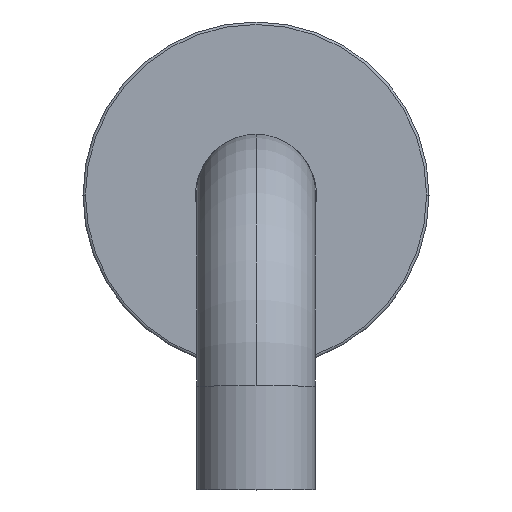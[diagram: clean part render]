
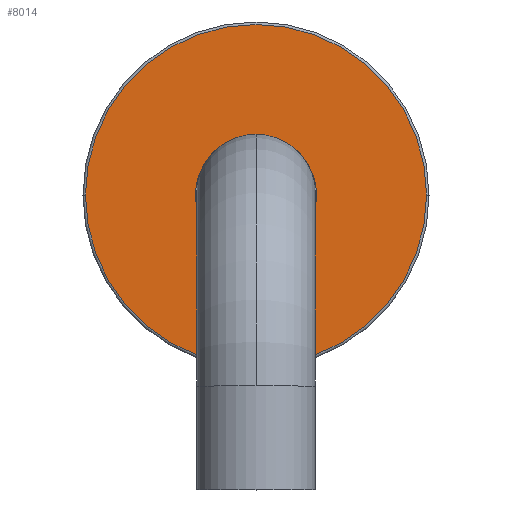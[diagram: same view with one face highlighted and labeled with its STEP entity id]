
A CAD part, top view. The second image highlights one B-rep face of the part: STEP entity #8014.
In plain terms, the highlighted planar face has unit normal (0, 0, 1).
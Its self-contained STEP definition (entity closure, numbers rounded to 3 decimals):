
#1837 = DIRECTION ( 'NONE',  ( 1., 0., 0. ) ) ;
#2669 = CARTESIAN_POINT ( 'NONE',  ( 12.25, 0., 4. ) ) ;
#3228 = AXIS2_PLACEMENT_3D ( 'NONE', #5551, #9322, #1837 ) ;
#3445 = DIRECTION ( 'NONE',  ( 0., 0., 1. ) ) ;
#3479 = AXIS2_PLACEMENT_3D ( 'NONE', #8609, #3445, #12173 ) ;
#3613 = ORIENTED_EDGE ( 'NONE', *, *, #8312, .F. ) ;
#3706 = ORIENTED_EDGE ( 'NONE', *, *, #15451, .T. ) ;
#3822 = DIRECTION ( 'NONE',  ( 1., 0., 0. ) ) ;
#3893 = CARTESIAN_POINT ( 'NONE',  ( -34.5, 0., 4. ) ) ;
#3901 = EDGE_CURVE ( 'NONE', #13103, #11250, #5204, .T. ) ;
#4252 = VERTEX_POINT ( 'NONE', #3893 ) ;
#5204 = CIRCLE ( 'NONE', #12882, 12.25 ) ;
#5551 = CARTESIAN_POINT ( 'NONE',  ( 0., 0., 4. ) ) ;
#5801 = CIRCLE ( 'NONE', #3228, 12.25 ) ;
#6570 = CARTESIAN_POINT ( 'NONE',  ( -12.25, 0., 4. ) ) ;
#6600 = AXIS2_PLACEMENT_3D ( 'NONE', #12601, #13743, #3822 ) ;
#6657 = CARTESIAN_POINT ( 'NONE',  ( 0., 0., 4. ) ) ;
#6972 = EDGE_LOOP ( 'NONE', ( #3613, #13893 ) ) ;
#6998 = CARTESIAN_POINT ( 'NONE',  ( 0., 0., 4. ) ) ;
#8014 = ADVANCED_FACE ( 'NONE', ( #9580, #15696 ), #9738, .T. ) ;
#8312 = EDGE_CURVE ( 'NONE', #11250, #13103, #5801, .T. ) ;
#8401 = CIRCLE ( 'NONE', #13564, 34.5 ) ;
#8609 = CARTESIAN_POINT ( 'NONE',  ( 0., 0., 4. ) ) ;
#8736 = VERTEX_POINT ( 'NONE', #11744 ) ;
#9322 = DIRECTION ( 'NONE',  ( 0., 0., 1. ) ) ;
#9565 = DIRECTION ( 'NONE',  ( 0., 0., 1. ) ) ;
#9580 = FACE_OUTER_BOUND ( 'NONE', #10806, .T. ) ;
#9738 = PLANE ( 'NONE',  #3479 ) ;
#10487 = ORIENTED_EDGE ( 'NONE', *, *, #14723, .T. ) ;
#10806 = EDGE_LOOP ( 'NONE', ( #3706, #10487 ) ) ;
#11250 = VERTEX_POINT ( 'NONE', #6570 ) ;
#11744 = CARTESIAN_POINT ( 'NONE',  ( 34.5, 0., 4. ) ) ;
#12173 = DIRECTION ( 'NONE',  ( 1., 0., 0. ) ) ;
#12269 = CIRCLE ( 'NONE', #6600, 34.5 ) ;
#12601 = CARTESIAN_POINT ( 'NONE',  ( 0., 0., 4. ) ) ;
#12882 = AXIS2_PLACEMENT_3D ( 'NONE', #6657, #15185, #13907 ) ;
#13103 = VERTEX_POINT ( 'NONE', #2669 ) ;
#13564 = AXIS2_PLACEMENT_3D ( 'NONE', #6998, #9565, #14495 ) ;
#13743 = DIRECTION ( 'NONE',  ( 0., 0., 1. ) ) ;
#13893 = ORIENTED_EDGE ( 'NONE', *, *, #3901, .F. ) ;
#13907 = DIRECTION ( 'NONE',  ( 1., 0., 0. ) ) ;
#14495 = DIRECTION ( 'NONE',  ( 1., 0., 0. ) ) ;
#14723 = EDGE_CURVE ( 'NONE', #4252, #8736, #12269, .T. ) ;
#15185 = DIRECTION ( 'NONE',  ( 0., 0., 1. ) ) ;
#15451 = EDGE_CURVE ( 'NONE', #8736, #4252, #8401, .T. ) ;
#15696 = FACE_BOUND ( 'NONE', #6972, .T. ) ;
